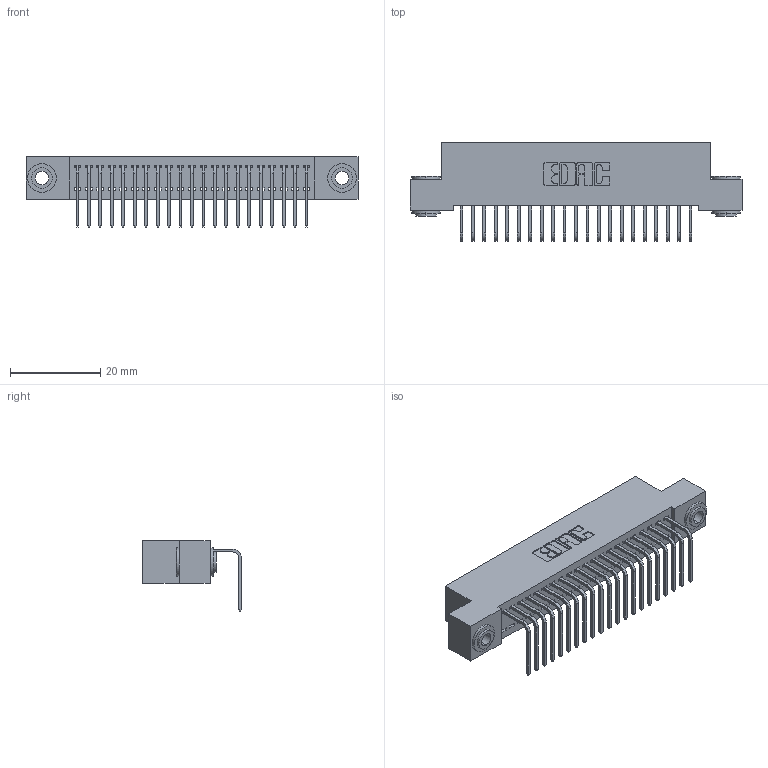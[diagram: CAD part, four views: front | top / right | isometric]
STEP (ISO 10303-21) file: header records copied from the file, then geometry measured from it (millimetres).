
FILE_DESCRIPTION (( 'STEP AP203' ), '1' );
FILE_NAME ('392-021-558-103.STEP', '2018-08-15T12:20:53', ( '' ), ( '' ), 'SwSTEP 2.0', 'SolidWorks 2016', '' );
FILE_SCHEMA (( 'CONFIG_CONTROL_DESIGN' ));
Length unit declared in the file: inch
Products named in the file (4): 342 Part_.156 TH; 345-292-001_558 Tail - 2; 342-250-002_345-250-002-102; 392-021-558-103
Assembly tree (24 placements, depth 2):
  392-021-558-103
    342 Part_.156 TH
    345-292-001_558 Tail - 2  x21
    342-250-002_345-250-002-102  x2
Bounding box: 73.66 x 21.91 x 15.62 mm (x, y, z)
Volume: 6473.9 mm3; surface area: 9738.1 mm2
Topology: 24 solids, 24 shells, 1408 faces, 4197 edges, 2766 vertices
Faces by surface type: plane 1000, cylinder 400, cone 8
Entity records: 16156 total; most frequent: CARTESIAN_POINT 2768, ORIENTED_EDGE 2718, DIRECTION 2411, EDGE_CURVE 1359, LINE 1207, VECTOR 1207, VERTEX_POINT 902, AXIS2_PLACEMENT_3D 602
